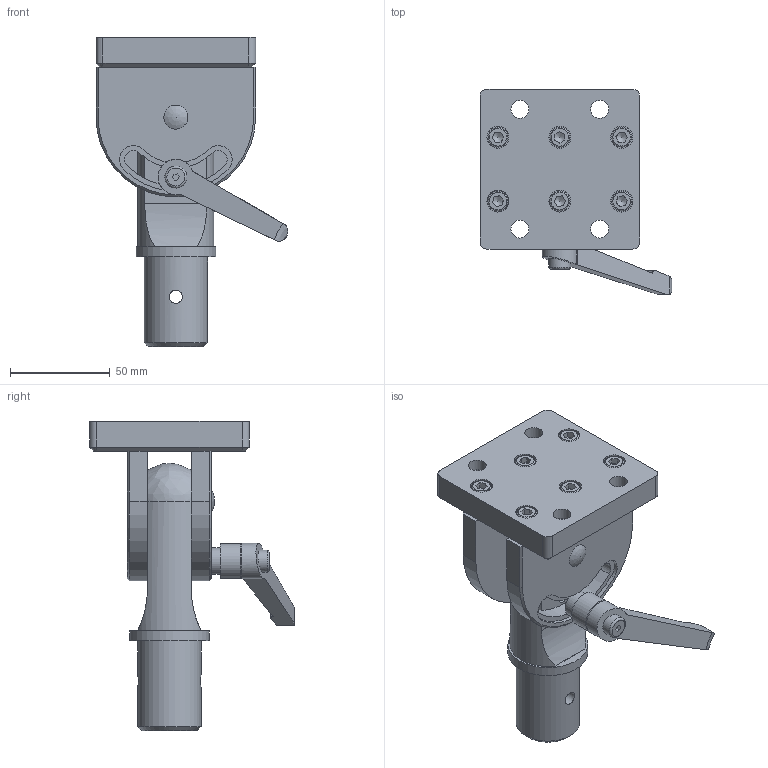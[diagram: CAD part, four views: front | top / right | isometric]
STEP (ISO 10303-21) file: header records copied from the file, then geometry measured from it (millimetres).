
FILE_DESCRIPTION (( 'STEP AP214' ), '1' );
FILE_NAME ('ST3510V-Rollco.step', '2025-01-17T09:39:53', ( '' ), ( '' ), 'SwSTEP 2.0', 'SolidWorks 2010', '' );
FILE_SCHEMA (( 'AUTOMOTIVE_DESIGN' ));
Length unit declared in the file: millimetre
Products named in the file (1): ST3510V-Rollco
Bounding box: 96.21 x 102.69 x 155 mm (x, y, z)
Volume: 285652.1 mm3; surface area: 79029 mm2
Topology: 23 solids, 23 shells, 494 faces, 1272 edges, 836 vertices
Faces by surface type: plane 233, cylinder 201, cone 42, bspline 18
Full cylindrical faces by diameter (mm): 4.917 x6, 6 x18, 6.4 x1, 6.6 x6, 6.647 x2, 9 x4, 10 x6, 11 x13, 12 x4, 13.5 x1, 15 x4, 17.498 x1, 31.8 x1, 32 x1, 40 x1
Entity records: 15514 total; most frequent: CARTESIAN_POINT 3807, DIRECTION 2388, ORIENTED_EDGE 2208, EDGE_CURVE 1104, AXIS2_PLACEMENT_3D 889, VERTEX_POINT 787, EDGE_LOOP 671, VECTOR 610
